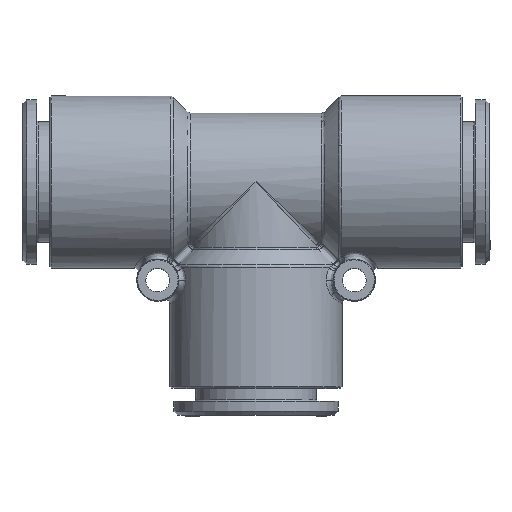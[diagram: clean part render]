
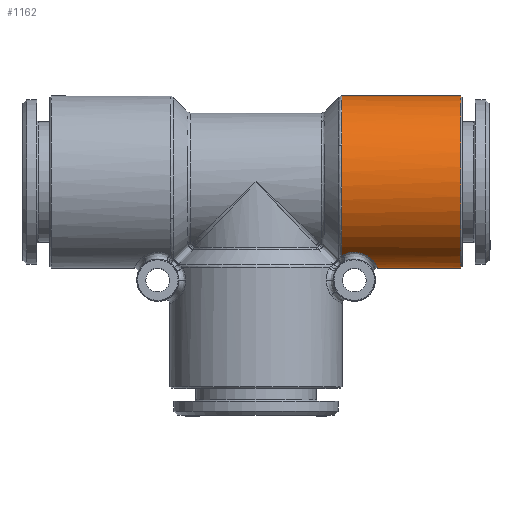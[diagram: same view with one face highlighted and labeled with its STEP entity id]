
A CAD part, top view. The second image highlights one B-rep face of the part: STEP entity #1162.
In plain terms, the highlighted cylindrical face has radius 11.25 mm (diameter 22.5 mm), a full revolution.
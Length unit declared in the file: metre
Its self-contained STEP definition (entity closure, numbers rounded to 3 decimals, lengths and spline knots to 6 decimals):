
#1162 = ADVANCED_FACE( 'NONE', ( #2555, #2556 ), #2557, .T. );
#2555 = FACE_OUTER_BOUND( '', #12951, .T. );
#2556 = FACE_OUTER_BOUND( '', #12952, .T. );
#2557 = CYLINDRICAL_SURFACE( '', #12953, 0.01125 );
#12951 = EDGE_LOOP( '', ( #20092 ) );
#12952 = EDGE_LOOP( '', ( #20093, #20094, #20095, #20096, #20097, #20098 ) );
#12953 = AXIS2_PLACEMENT_3D( '', #20099, #20100, #20101 );
#20092 = ORIENTED_EDGE( '', *, *, #22837, .T. );
#20093 = ORIENTED_EDGE( '', *, *, #22396, .F. );
#20094 = ORIENTED_EDGE( '', *, *, #22395, .F. );
#20095 = ORIENTED_EDGE( '', *, *, #22838, .F. );
#20096 = ORIENTED_EDGE( '', *, *, #22839, .F. );
#20097 = ORIENTED_EDGE( '', *, *, #22073, .F. );
#20098 = ORIENTED_EDGE( '', *, *, #22030, .F. );
#20099 = CARTESIAN_POINT( '', ( 0.0135, 0., 0. ) );
#20100 = DIRECTION( '', ( -1., 0., 0. ) );
#20101 = DIRECTION( '', ( 0., 1., 0. ) );
#22030 = EDGE_CURVE( 'NONE', #24135, #24193, #24195, .T. );
#22073 = EDGE_CURVE( 'NONE', #24193, #24264, #24265, .T. );
#22395 = EDGE_CURVE( 'NONE', #24756, #24758, #24759, .T. );
#22396 = EDGE_CURVE( 'NONE', #24758, #24135, #24760, .T. );
#22837 = EDGE_CURVE( 'NONE', #25358, #25358, #25359, .T. );
#22838 = EDGE_CURVE( 'NONE', #24794, #24756, #25360, .T. );
#22839 = EDGE_CURVE( 'NONE', #24264, #24794, #25361, .T. );
#24135 = VERTEX_POINT( 'NONE', #28957 );
#24193 = VERTEX_POINT( 'NONE', #29101 );
#24195 = CIRCLE( '', #29103, 0.01125 );
#24264 = VERTEX_POINT( 'NONE', #29290 );
#24265 = CIRCLE( '', #29291, 0.01125 );
#24756 = VERTEX_POINT( 'NONE', #30812 );
#24758 = VERTEX_POINT( 'NONE', #30822 );
#24759 = B_SPLINE_CURVE_WITH_KNOTS( '', 3, ( #30823, #30824, #30825, #30826, #30827, #30828, #30829, #30830, #30831, #30832 ), .UNSPECIFIED., .F., .F., ( 4, 2, 2, 2, 4 ), ( 0., 0.25, 0.5, 0.75, 1. ), .UNSPECIFIED. );
#24760 = B_SPLINE_CURVE_WITH_KNOTS( '', 3, ( #30833, #30834, #30835, #30836, #30837, #30838, #30839, #30840, #30841, #30842, #30843, #30844, #30845, #30846, #30847, #30848, #30849, #30850, #30851, #30852, #30853, #30854, #30855, #30856 ), .UNSPECIFIED., .F., .F., ( 4, 2, 2, 2, 2, 2, 2, 2, 2, 2, 2, 4 ), ( 0., 0.125, 0.25, 0.375, 0.5, 0.625, 0.6875, 0.75, 0.8125, 0.875, 0.9375, 1. ), .UNSPECIFIED. );
#24794 = VERTEX_POINT( 'NONE', #30966 );
#25358 = VERTEX_POINT( '', #32817 );
#25359 = CIRCLE( '', #32818, 0.01125 );
#25360 = B_SPLINE_CURVE_WITH_KNOTS( '', 5, ( #32819, #32820, #32821, #32822, #32823, #32824, #32825, #32826, #32827 ), .UNSPECIFIED., .F., .F., ( 6, 3, 6 ), ( 0., 0.507151, 1. ), .UNSPECIFIED. );
#25361 = CIRCLE( '', #32828, 0.01125 );
#28957 = CARTESIAN_POINT( '', ( 0.011207, -0.009618, 0.005835 ) );
#29101 = CARTESIAN_POINT( '', ( 0.011207, 0.004817, 0.010167 ) );
#29103 = AXIS2_PLACEMENT_3D( '', #34341, #34342, #34343 );
#29290 = CARTESIAN_POINT( '', ( 0.011207, -0.004817, -0.010167 ) );
#29291 = AXIS2_PLACEMENT_3D( '', #34385, #34386, #34387 );
#30812 = CARTESIAN_POINT( '', ( 0.01488, -0.009873, -0.005394 ) );
#30822 = CARTESIAN_POINT( '', ( 0.015908, -0.01125, 0. ) );
#30823 = CARTESIAN_POINT( '', ( 0.01488, -0.009873, -0.005394 ) );
#30824 = CARTESIAN_POINT( '', ( 0.015143, -0.010074, -0.005024 ) );
#30825 = CARTESIAN_POINT( '', ( 0.015323, -0.010273, -0.004609 ) );
#30826 = CARTESIAN_POINT( '', ( 0.015592, -0.01062, -0.003743 ) );
#30827 = CARTESIAN_POINT( '', ( 0.015681, -0.010769, -0.003291 ) );
#30828 = CARTESIAN_POINT( '', ( 0.015808, -0.011008, -0.002371 ) );
#30829 = CARTESIAN_POINT( '', ( 0.015847, -0.011099, -0.001901 ) );
#30830 = CARTESIAN_POINT( '', ( 0.015897, -0.01122, -0.000954 ) );
#30831 = CARTESIAN_POINT( '', ( 0.015908, -0.01125, -0.000477 ) );
#30832 = CARTESIAN_POINT( '', ( 0.015908, -0.01125, 0. ) );
#30833 = CARTESIAN_POINT( '', ( 0.015908, -0.01125, 0. ) );
#30834 = CARTESIAN_POINT( '', ( 0.015908, -0.01125, 0.000408 ) );
#30835 = CARTESIAN_POINT( '', ( 0.0159, -0.011228, 0.000816 ) );
#30836 = CARTESIAN_POINT( '', ( 0.015864, -0.011139, 0.001627 ) );
#30837 = CARTESIAN_POINT( '', ( 0.015837, -0.011073, 0.00203 ) );
#30838 = CARTESIAN_POINT( '', ( 0.015751, -0.010897, 0.002826 ) );
#30839 = CARTESIAN_POINT( '', ( 0.015693, -0.010787, 0.003219 ) );
#30840 = CARTESIAN_POINT( '', ( 0.015525, -0.010529, 0.003984 ) );
#30841 = CARTESIAN_POINT( '', ( 0.015415, -0.010379, 0.004357 ) );
#30842 = CARTESIAN_POINT( '', ( 0.015108, -0.010054, 0.005062 ) );
#30843 = CARTESIAN_POINT( '', ( 0.01491, -0.009877, 0.005396 ) );
#30844 = CARTESIAN_POINT( '', ( 0.014509, -0.009623, 0.00583 ) );
#30845 = CARTESIAN_POINT( '', ( 0.014358, -0.009541, 0.005962 ) );
#30846 = CARTESIAN_POINT( '', ( 0.014017, -0.009394, 0.006192 ) );
#30847 = CARTESIAN_POINT( '', ( 0.013827, -0.009329, 0.006288 ) );
#30848 = CARTESIAN_POINT( '', ( 0.013416, -0.009232, 0.006429 ) );
#30849 = CARTESIAN_POINT( '', ( 0.013195, -0.009202, 0.006472 ) );
#30850 = CARTESIAN_POINT( '', ( 0.012746, -0.009186, 0.006495 ) );
#30851 = CARTESIAN_POINT( '', ( 0.012519, -0.009201, 0.006474 ) );
#30852 = CARTESIAN_POINT( '', ( 0.012089, -0.009271, 0.006373 ) );
#30853 = CARTESIAN_POINT( '', ( 0.011886, -0.009326, 0.006294 ) );
#30854 = CARTESIAN_POINT( '', ( 0.011518, -0.009458, 0.006092 ) );
#30855 = CARTESIAN_POINT( '', ( 0.011353, -0.009536, 0.00597 ) );
#30856 = CARTESIAN_POINT( '', ( 0.011207, -0.009618, 0.005835 ) );
#30966 = CARTESIAN_POINT( '', ( 0.011207, -0.009618, -0.005835 ) );
#32817 = CARTESIAN_POINT( '', ( 0.0268, 0.01125, 0. ) );
#32818 = AXIS2_PLACEMENT_3D( '', #34853, #34854, #34855 );
#32819 = CARTESIAN_POINT( '', ( 0.011207, -0.009618, -0.005835 ) );
#32820 = CARTESIAN_POINT( '', ( 0.011503, -0.009452, -0.006109 ) );
#32821 = CARTESIAN_POINT( '', ( 0.011858, -0.009303, -0.006334 ) );
#32822 = CARTESIAN_POINT( '', ( 0.012296, -0.009186, -0.006493 ) );
#32823 = CARTESIAN_POINT( '', ( 0.013232, -0.00914, -0.006561 ) );
#32824 = CARTESIAN_POINT( '', ( 0.014056, -0.009374, -0.006226 ) );
#32825 = CARTESIAN_POINT( '', ( 0.014388, -0.009535, -0.005983 ) );
#32826 = CARTESIAN_POINT( '', ( 0.014658, -0.009704, -0.005703 ) );
#32827 = CARTESIAN_POINT( '', ( 0.01488, -0.009873, -0.005394 ) );
#32828 = AXIS2_PLACEMENT_3D( '', #34856, #34857, #34858 );
#34341 = CARTESIAN_POINT( '', ( 0.011207, 0., 0. ) );
#34342 = DIRECTION( '', ( -1., 0., 0. ) );
#34343 = DIRECTION( '', ( 0., 0.878, 0.479 ) );
#34385 = CARTESIAN_POINT( '', ( 0.011207, 0., 0. ) );
#34386 = DIRECTION( '', ( -1., 0., 0. ) );
#34387 = DIRECTION( '', ( 0., 0.878, 0.479 ) );
#34853 = CARTESIAN_POINT( '', ( 0.0268, 0., 0. ) );
#34854 = DIRECTION( '', ( -1., 0., 0. ) );
#34855 = DIRECTION( '', ( 0., 1., 0. ) );
#34856 = CARTESIAN_POINT( '', ( 0.011207, 0., 0. ) );
#34857 = DIRECTION( '', ( -1., 0., 0. ) );
#34858 = DIRECTION( '', ( 0., 0.878, 0.479 ) );
